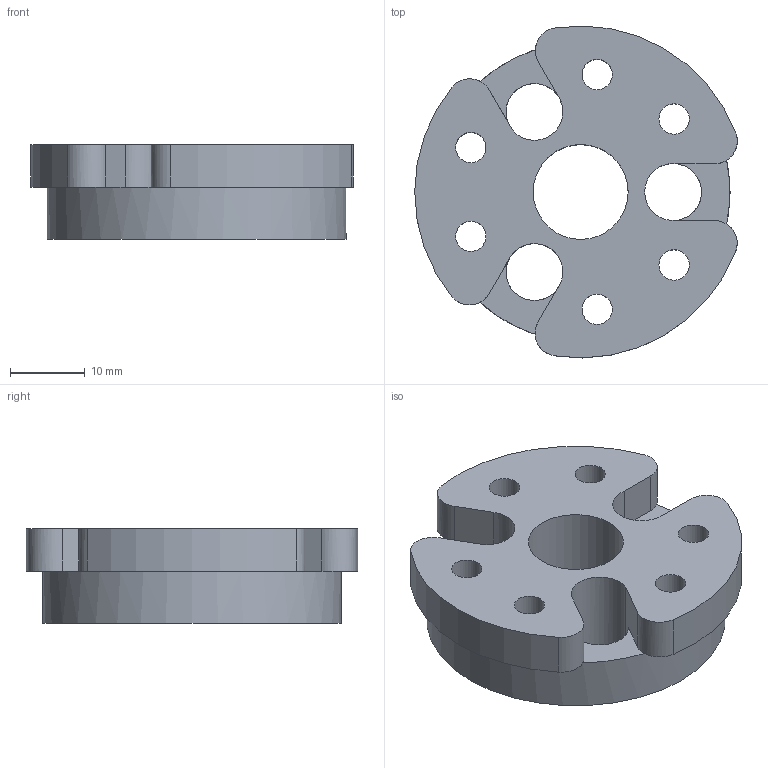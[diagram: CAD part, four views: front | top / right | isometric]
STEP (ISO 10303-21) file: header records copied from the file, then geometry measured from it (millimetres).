
FILE_DESCRIPTION(/* description */ (''),/* implementation_level */ '2;1');
FILE_NAME(/* name */ 'Hub motor end cap.step',/* time_stamp */ '2023-08-24T22:58:45-04:00',/* author */ (''),/* organization */ (''),/* preprocessor_version */ 'ST-DEVELOPER v20',/* originating_system */ 'Autodesk Translation Framework v12.9.0.99',/* authorisation */ '');
FILE_SCHEMA (('AUTOMOTIVE_DESIGN { 1 0 10303 214 3 1 1 }'));
Length unit declared in the file: inch
Products named in the file (1): FusionComponent
Bounding box: 43.19 x 44.45 x 12.7 mm (x, y, z)
Volume: 12301.8 mm3; surface area: 6252.5 mm2
Topology: 1 solids, 1 shells, 34 faces, 99 edges, 64 vertices
Faces by surface type: cylinder 20, plane 14
Full cylindrical faces by diameter (mm): 4.067 x6, 7.62 x1, 12.7 x1, 40 x1
Entity records: 1226 total; most frequent: DIRECTION 225, ORIENTED_EDGE 198, CARTESIAN_POINT 198, EDGE_CURVE 99, AXIS2_PLACEMENT_3D 91, VERTEX_POINT 64, CIRCLE 56, EDGE_LOOP 51
